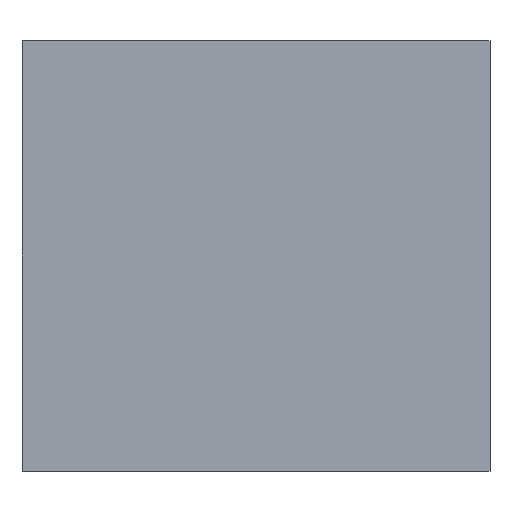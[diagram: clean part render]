
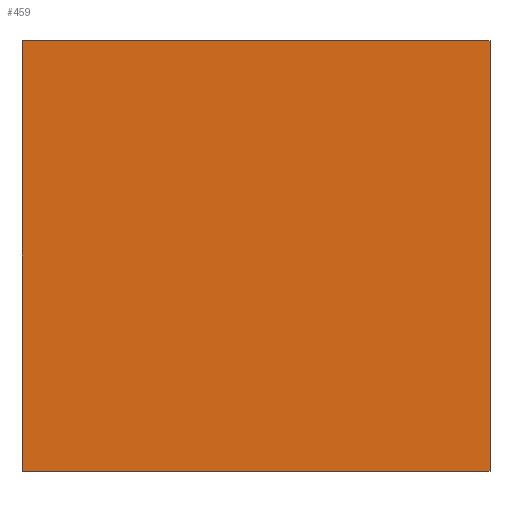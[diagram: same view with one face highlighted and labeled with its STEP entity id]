
A CAD part, front view. The second image highlights one B-rep face of the part: STEP entity #459.
In plain terms, the highlighted planar face has unit normal (0, -1, 0).
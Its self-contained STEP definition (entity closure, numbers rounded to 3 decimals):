
#67=FACE_OUTER_BOUND('',#91,.T.);
#91=EDGE_LOOP('',(#329,#330,#331,#332));
#141=LINE('',#678,#183);
#142=LINE('',#681,#184);
#143=LINE('',#683,#185);
#144=LINE('',#684,#186);
#183=VECTOR('',#541,10.);
#184=VECTOR('',#544,10.);
#185=VECTOR('',#545,10.);
#186=VECTOR('',#546,10.);
#221=VERTEX_POINT('',#670);
#224=VERTEX_POINT('',#676);
#225=VERTEX_POINT('',#680);
#226=VERTEX_POINT('',#682);
#265=EDGE_CURVE('',#221,#224,#141,.T.);
#266=EDGE_CURVE('',#225,#221,#142,.T.);
#267=EDGE_CURVE('',#226,#224,#143,.T.);
#268=EDGE_CURVE('',#225,#226,#144,.T.);
#329=ORIENTED_EDGE('',*,*,#266,.T.);
#330=ORIENTED_EDGE('',*,*,#265,.T.);
#331=ORIENTED_EDGE('',*,*,#267,.F.);
#332=ORIENTED_EDGE('',*,*,#268,.F.);
#445=PLANE('',#485);
#459=ADVANCED_FACE('',(#67),#445,.T.);
#485=AXIS2_PLACEMENT_3D('',#679,#542,#543);
#541=DIRECTION('',(0.,0.,-1.));
#542=DIRECTION('center_axis',(0.,-1.,0.));
#543=DIRECTION('ref_axis',(-1.,0.,0.));
#544=DIRECTION('',(-1.,0.,0.));
#545=DIRECTION('',(-1.,0.,0.));
#546=DIRECTION('',(0.,0.,-1.));
#670=CARTESIAN_POINT('',(-25.,-25.,83.));
#676=CARTESIAN_POINT('',(-25.,-25.,37.));
#678=CARTESIAN_POINT('',(-25.,-25.,83.));
#679=CARTESIAN_POINT('Origin',(25.,-25.,83.));
#680=CARTESIAN_POINT('',(25.,-25.,83.));
#681=CARTESIAN_POINT('',(12.5,-25.,83.));
#682=CARTESIAN_POINT('',(25.,-25.,37.));
#683=CARTESIAN_POINT('',(12.5,-25.,37.));
#684=CARTESIAN_POINT('',(25.,-25.,83.));
